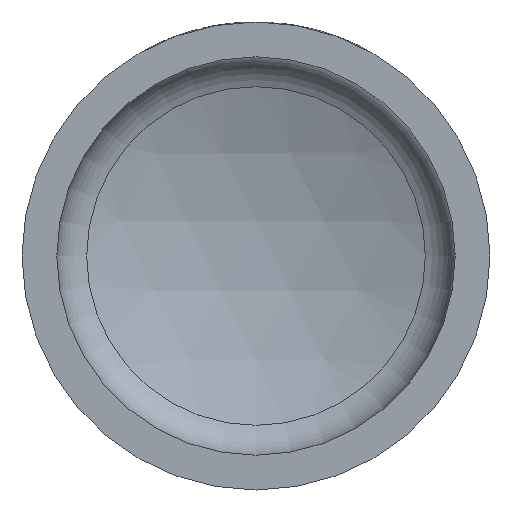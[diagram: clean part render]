
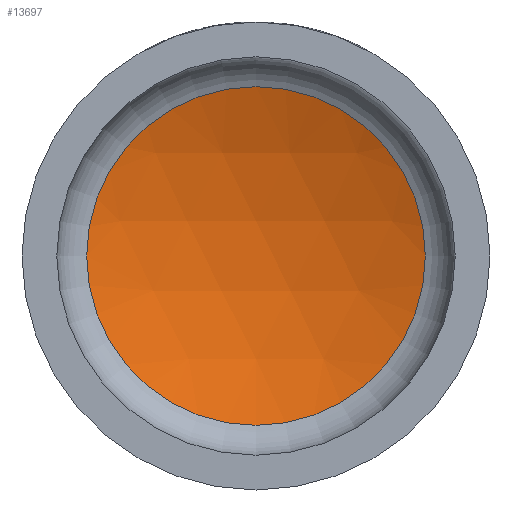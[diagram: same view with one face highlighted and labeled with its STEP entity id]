
A CAD part, front view. The second image highlights one B-rep face of the part: STEP entity #13697.
In plain terms, the highlighted spherical face has radius 26.9 mm.
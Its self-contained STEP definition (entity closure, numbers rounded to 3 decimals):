
#368 = SPHERICAL_SURFACE ( 'NONE', #9822, 26.9 ) ;
#827 = CARTESIAN_POINT ( 'NONE',  ( 0., 14.508, -9.733 ) ) ;
#2129 = DIRECTION ( 'NONE',  ( 0., -1., 0. ) ) ;
#3352 = DIRECTION ( 'NONE',  ( 0., 0., 1. ) ) ;
#3750 = EDGE_LOOP ( 'NONE', ( #9531 ) ) ;
#9531 = ORIENTED_EDGE ( 'NONE', *, *, #9791, .T. ) ;
#9791 = EDGE_CURVE ( 'NONE', #12980, #12980, #13519, .T. ) ;
#9822 = AXIS2_PLACEMENT_3D ( 'NONE', #12631, #3352, #11512 ) ;
#11512 = DIRECTION ( 'NONE',  ( 1., 0., 0. ) ) ;
#11546 = AXIS2_PLACEMENT_3D ( 'NONE', #13626, #2129, #13827 ) ;
#12631 = CARTESIAN_POINT ( 'NONE',  ( 0., -10.57, 0. ) ) ;
#12980 = VERTEX_POINT ( 'NONE', #827 ) ;
#13519 = CIRCLE ( 'NONE', #11546, 9.733 ) ;
#13626 = CARTESIAN_POINT ( 'NONE',  ( 0., 14.508, 0. ) ) ;
#13697 = ADVANCED_FACE ( 'NONE', ( #14299 ), #368, .F. ) ;
#13827 = DIRECTION ( 'NONE',  ( 0., 0., -1. ) ) ;
#14299 = FACE_OUTER_BOUND ( 'NONE', #3750, .T. ) ;
